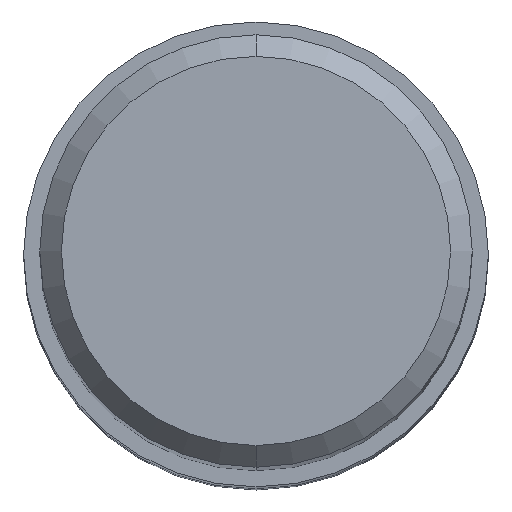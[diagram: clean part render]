
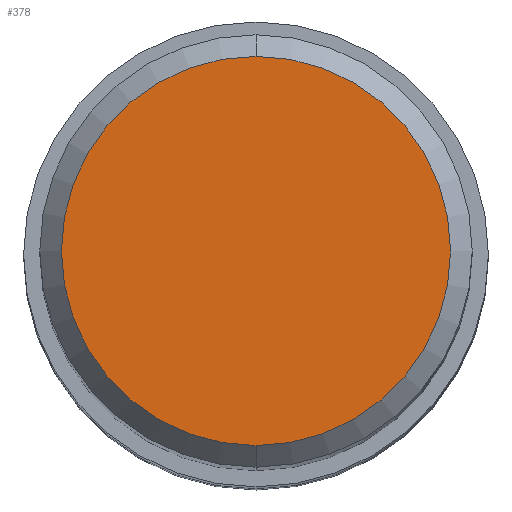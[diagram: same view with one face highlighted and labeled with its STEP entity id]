
A CAD part, top view. The second image highlights one B-rep face of the part: STEP entity #378.
In plain terms, the highlighted planar face has unit normal (0, 0, 1).
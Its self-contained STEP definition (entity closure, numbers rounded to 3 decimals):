
#184=VERTEX_POINT('',#485);
#196=EDGE_CURVE('',#184,#400,#498,.T.);
#200=EDGE_CURVE('',#400,#184,#502,.T.);
#378=ADVANCED_FACE('',(#702),#703,.T.);
#400=VERTEX_POINT('',#726);
#485=CARTESIAN_POINT('',(0.0,5.4,0.0));
#498=CIRCLE('',#832,5.4);
#502=CIRCLE('',#837,5.4);
#702=FACE_OUTER_BOUND('',#1293,.T.);
#703=PLANE('',#1294);
#726=CARTESIAN_POINT('',(0.,-5.4,0.0));
#832=AXIS2_PLACEMENT_3D('',#1500,#1501,#1502);
#837=AXIS2_PLACEMENT_3D('',#1503,#1504,#1505);
#1293=EDGE_LOOP('',(#1761,#1762));
#1294=AXIS2_PLACEMENT_3D('',#1763,#1764,#1765);
#1500=CARTESIAN_POINT('',(0.0,0.0,0.0));
#1501=DIRECTION('',(0.0,0.0,-1.0));
#1502=DIRECTION('',(0.0,1.0,0.0));
#1503=CARTESIAN_POINT('',(0.0,0.0,0.0));
#1504=DIRECTION('',(0.0,0.0,-1.0));
#1505=DIRECTION('',(0.0,1.0,0.0));
#1761=ORIENTED_EDGE('',*,*,#196,.F.);
#1762=ORIENTED_EDGE('',*,*,#200,.F.);
#1763=CARTESIAN_POINT('',(0.0,2.7,0.0));
#1764=DIRECTION('',(-0.0,0.0,1.0));
#1765=DIRECTION('',(0.0,-1.0,0.0));
